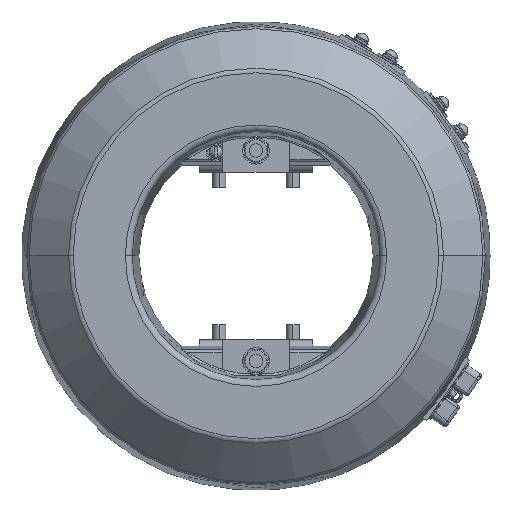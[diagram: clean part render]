
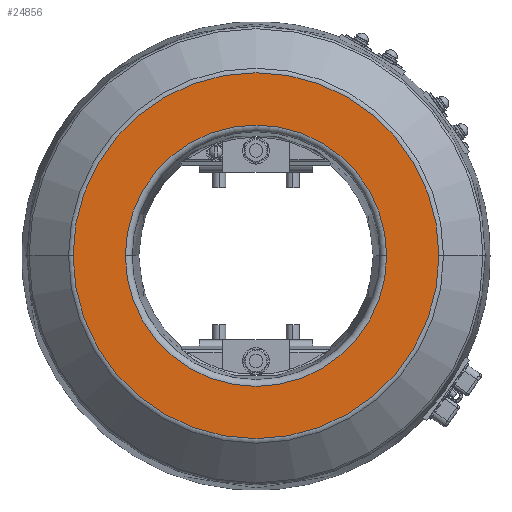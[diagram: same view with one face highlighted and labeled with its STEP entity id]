
A CAD part, top view. The second image highlights one B-rep face of the part: STEP entity #24856.
In plain terms, the highlighted planar face has unit normal (0, 0, 1).
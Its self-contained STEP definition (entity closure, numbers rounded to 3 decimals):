
#128 = CARTESIAN_POINT ( 'NONE',  ( 97.525, 0., 130. ) ) ;
#152 = CARTESIAN_POINT ( 'NONE',  ( 136.544, 0., 130. ) ) ;
#156 = CARTESIAN_POINT ( 'NONE',  ( -97.525, 0., 130. ) ) ;
#165 = CARTESIAN_POINT ( 'NONE',  ( -136.544, 0., 130. ) ) ;
#1038 = ORIENTED_EDGE ( 'NONE', *, *, #13772, .T. ) ;
#1071 = ORIENTED_EDGE ( 'NONE', *, *, #13770, .T. ) ;
#1072 = ORIENTED_EDGE ( 'NONE', *, *, #4402, .T. ) ;
#1762 = EDGE_LOOP ( 'NONE', ( #1071, #4954 ) ) ;
#1834 = EDGE_LOOP ( 'NONE', ( #1072, #1038 ) ) ;
#3448 = AXIS2_PLACEMENT_3D ( 'NONE', #21078, #21068, #21071 ) ;
#3452 = AXIS2_PLACEMENT_3D ( 'NONE', #21083, #21041, #21052 ) ;
#3994 = AXIS2_PLACEMENT_3D ( 'NONE', #12790, #12755, #12760 ) ;
#4026 = AXIS2_PLACEMENT_3D ( 'NONE', #12769, #12770, #12792 ) ;
#4399 = EDGE_CURVE ( 'NONE', #8281, #8291, #16653, .T. ) ;
#4402 = EDGE_CURVE ( 'NONE', #8315, #8309, #16629, .T. ) ;
#4954 = ORIENTED_EDGE ( 'NONE', *, *, #4399, .T. ) ;
#5978 = CIRCLE ( 'NONE', #3452, 97.525 ) ;
#5993 = CIRCLE ( 'NONE', #3448, 136.544 ) ;
#8281 = VERTEX_POINT ( 'NONE', #165 ) ;
#8291 = VERTEX_POINT ( 'NONE', #152 ) ;
#8309 = VERTEX_POINT ( 'NONE', #156 ) ;
#8315 = VERTEX_POINT ( 'NONE', #128 ) ;
#9036 = FACE_OUTER_BOUND ( 'NONE', #1762, .T. ) ;
#9041 = FACE_BOUND ( 'NONE', #1834, .T. ) ;
#12755 = DIRECTION ( 'NONE',  ( 0., 0., 1. ) ) ;
#12760 = DIRECTION ( 'NONE',  ( 1., 0., 0. ) ) ;
#12769 = CARTESIAN_POINT ( 'NONE',  ( 0., 0., 130. ) ) ;
#12770 = DIRECTION ( 'NONE',  ( 0., 0., -1. ) ) ;
#12790 = CARTESIAN_POINT ( 'NONE',  ( 0., 0., 130. ) ) ;
#12792 = DIRECTION ( 'NONE',  ( 1., 0., 0. ) ) ;
#13770 = EDGE_CURVE ( 'NONE', #8291, #8281, #5993, .T. ) ;
#13772 = EDGE_CURVE ( 'NONE', #8309, #8315, #5978, .T. ) ;
#16629 = CIRCLE ( 'NONE', #4026, 97.525 ) ;
#16653 = CIRCLE ( 'NONE', #3994, 136.544 ) ;
#17963 = DIRECTION ( 'NONE',  ( 0., 0., 1. ) ) ;
#17964 = DIRECTION ( 'NONE',  ( 1., 0., 0. ) ) ;
#18017 = PLANE ( 'NONE',  #22568 ) ;
#18031 = CARTESIAN_POINT ( 'NONE',  ( 0., 0., 130. ) ) ;
#21041 = DIRECTION ( 'NONE',  ( 0., 0., -1. ) ) ;
#21052 = DIRECTION ( 'NONE',  ( 1., 0., 0. ) ) ;
#21068 = DIRECTION ( 'NONE',  ( 0., 0., 1. ) ) ;
#21071 = DIRECTION ( 'NONE',  ( 1., 0., 0. ) ) ;
#21078 = CARTESIAN_POINT ( 'NONE',  ( 0., 0., 130. ) ) ;
#21083 = CARTESIAN_POINT ( 'NONE',  ( 0., 0., 130. ) ) ;
#22568 = AXIS2_PLACEMENT_3D ( 'NONE', #18031, #17963, #17964 ) ;
#24856 = ADVANCED_FACE ( 'NONE', ( #9036, #9041 ), #18017, .T. ) ;
